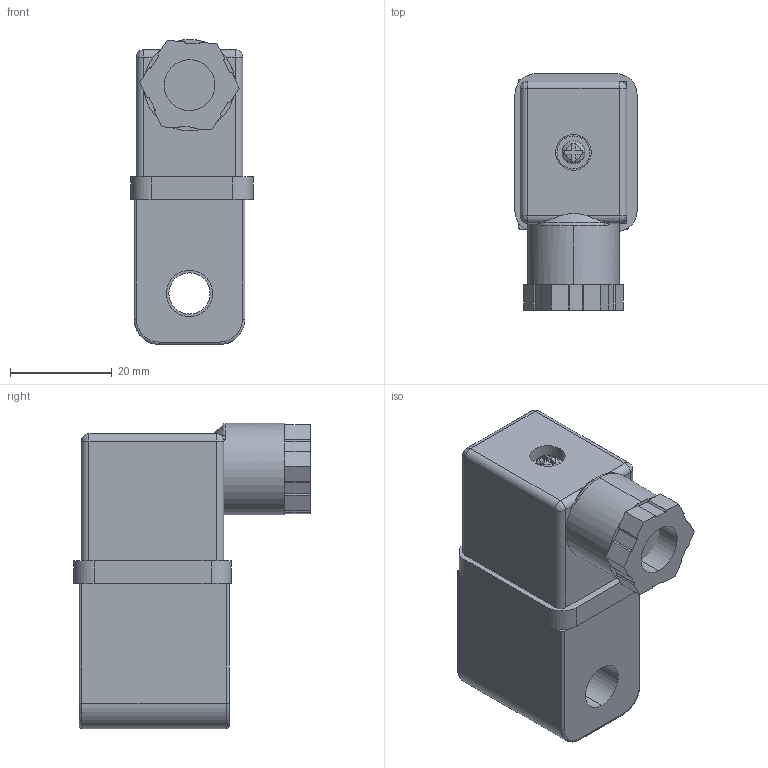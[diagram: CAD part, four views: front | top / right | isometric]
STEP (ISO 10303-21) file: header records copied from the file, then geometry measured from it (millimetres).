
FILE_DESCRIPTION (( 'STEP AP214' ), '1' );
FILE_NAME ('EMC-NL098-014B.STEP', '2020-04-21T13:32:32', ( '' ), ( '' ), 'SwSTEP 2.0', 'SolidWorks 2020', '' );
FILE_SCHEMA (( 'AUTOMOTIVE_DESIGN' ));
Length unit declared in the file: millimetre
Products named in the file (1): EMC-NL098-014B
Bounding box: 24 x 46.5 x 60 mm (x, y, z)
Surface area: 12692 mm2 (no closed solid volume)
Topology: 0 solids, 8 shells, 176 faces, 463 edges, 297 vertices
Faces by surface type: plane 94, cylinder 64, bspline 17, cone 1
Entity records: 6344 total; most frequent: CARTESIAN_POINT 1307, DIRECTION 914, ORIENTED_EDGE 868, EDGE_CURVE 457, AXIS2_PLACEMENT_3D 320, VERTEX_POINT 297, LINE 274, VECTOR 274
